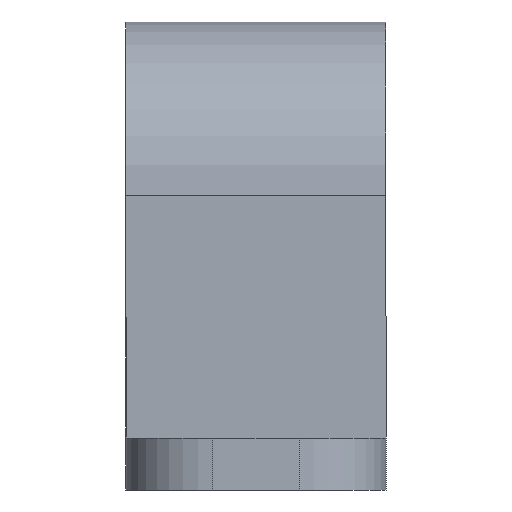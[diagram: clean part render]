
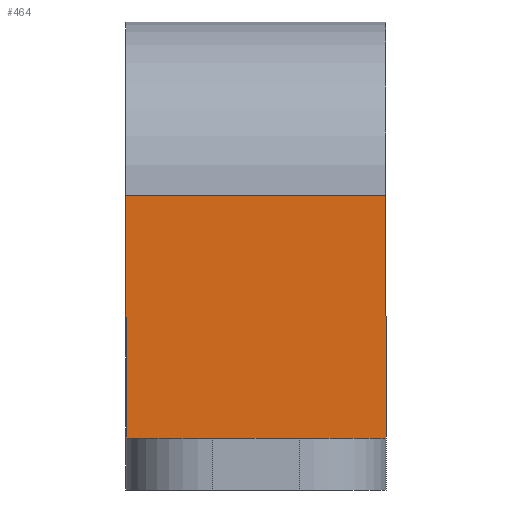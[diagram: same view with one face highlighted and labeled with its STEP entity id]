
A CAD part, left-side view. The second image highlights one B-rep face of the part: STEP entity #464.
In plain terms, the highlighted planar face has unit normal (-1, 0, 0).
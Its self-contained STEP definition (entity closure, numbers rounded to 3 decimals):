
#32=PLANE('',#523);
#52=FACE_OUTER_BOUND('',#81,.T.);
#81=EDGE_LOOP('',(#384,#385,#386,#387));
#123=LINE('',#694,#162);
#146=LINE('',#767,#185);
#150=LINE('',#775,#189);
#152=LINE('',#787,#191);
#162=VECTOR('',#551,10.);
#185=VECTOR('',#622,10.);
#189=VECTOR('',#630,10.);
#191=VECTOR('',#646,10.);
#204=VERTEX_POINT('',#691);
#205=VERTEX_POINT('',#693);
#228=VERTEX_POINT('',#760);
#231=VERTEX_POINT('',#765);
#246=EDGE_CURVE('',#205,#204,#123,.T.);
#282=EDGE_CURVE('',#231,#228,#146,.T.);
#286=EDGE_CURVE('',#204,#228,#150,.T.);
#293=EDGE_CURVE('',#205,#231,#152,.T.);
#384=ORIENTED_EDGE('',*,*,#246,.T.);
#385=ORIENTED_EDGE('',*,*,#286,.T.);
#386=ORIENTED_EDGE('',*,*,#282,.F.);
#387=ORIENTED_EDGE('',*,*,#293,.F.);
#464=ADVANCED_FACE('',(#52),#32,.T.);
#523=AXIS2_PLACEMENT_3D('',#786,#644,#645);
#551=DIRECTION('',(0.,-1.,0.));
#622=DIRECTION('',(0.,-1.,0.));
#630=DIRECTION('',(0.,0.,1.));
#644=DIRECTION('center_axis',(-1.,0.,0.));
#645=DIRECTION('ref_axis',(0.,-1.,0.));
#646=DIRECTION('',(0.,0.,1.));
#691=CARTESIAN_POINT('',(-15.,-7.5,3.));
#693=CARTESIAN_POINT('',(-15.,7.5,3.));
#694=CARTESIAN_POINT('',(-15.,3.75,3.));
#760=CARTESIAN_POINT('',(-15.,-7.5,17.));
#765=CARTESIAN_POINT('',(-15.,7.5,17.));
#767=CARTESIAN_POINT('',(-15.,3.75,17.));
#775=CARTESIAN_POINT('',(-15.,-7.5,0.));
#786=CARTESIAN_POINT('Origin',(-15.,7.5,0.));
#787=CARTESIAN_POINT('',(-15.,7.5,0.));
